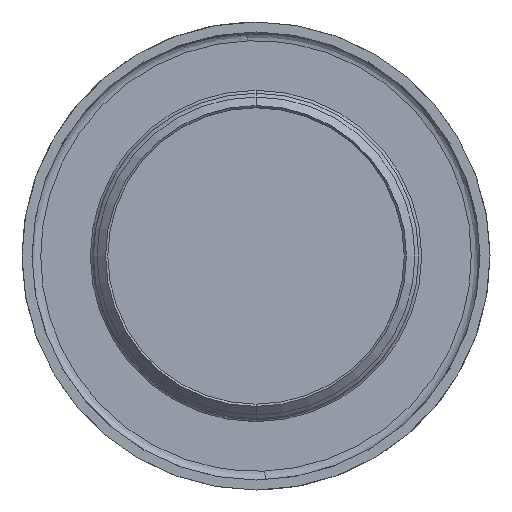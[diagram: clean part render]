
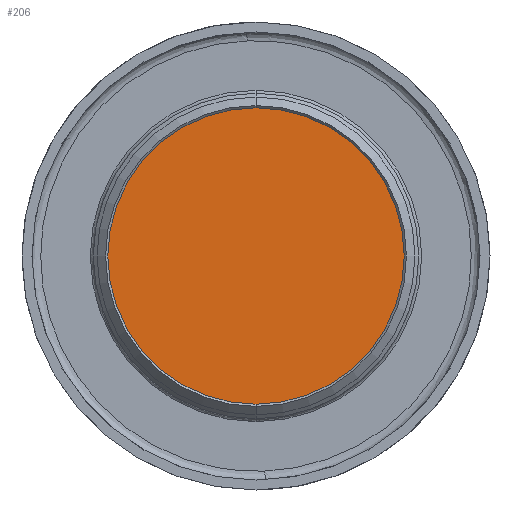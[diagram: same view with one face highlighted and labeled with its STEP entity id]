
A CAD part, front view. The second image highlights one B-rep face of the part: STEP entity #206.
In plain terms, the highlighted planar face has unit normal (0, -1, 0).
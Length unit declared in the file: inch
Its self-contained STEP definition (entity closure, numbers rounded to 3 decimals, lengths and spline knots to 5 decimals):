
#206 = ADVANCED_FACE ( 'NONE', ( #937 ), #1350, .T. ) ;
#241 = VERTEX_POINT ( 'NONE', #1227 ) ;
#318 = DIRECTION ( 'NONE',  ( 0., 0., 1. ) ) ;
#319 = DIRECTION ( 'NONE',  ( 0., -1., 0. ) ) ;
#320 = CARTESIAN_POINT ( 'NONE',  ( 0., 0.44488, 0. ) ) ;
#538 = ORIENTED_EDGE ( 'NONE', *, *, #1613, .T. ) ;
#582 = ORIENTED_EDGE ( 'NONE', *, *, #1656, .T. ) ;
#744 = AXIS2_PLACEMENT_3D ( 'NONE', #1352, #1347, #1346 ) ;
#780 = AXIS2_PLACEMENT_3D ( 'NONE', #1435, #1434, #1433 ) ;
#806 = AXIS2_PLACEMENT_3D ( 'NONE', #320, #319, #318 ) ;
#877 = CIRCLE ( 'NONE', #780, 0.48876 ) ;
#937 = FACE_OUTER_BOUND ( 'NONE', #1690, .T. ) ;
#986 = CIRCLE ( 'NONE', #806, 0.48876 ) ;
#1099 = CARTESIAN_POINT ( 'NONE',  ( 0., 0.44488, -0.48876 ) ) ;
#1227 = CARTESIAN_POINT ( 'NONE',  ( 0., 0.44488, 0.48876 ) ) ;
#1346 = DIRECTION ( 'NONE',  ( 0., 0., -1. ) ) ;
#1347 = DIRECTION ( 'NONE',  ( 0., -1., 0. ) ) ;
#1350 = PLANE ( 'NONE',  #744 ) ;
#1352 = CARTESIAN_POINT ( 'NONE',  ( 0., 0.44488, 0. ) ) ;
#1433 = DIRECTION ( 'NONE',  ( 0., 0., 1. ) ) ;
#1434 = DIRECTION ( 'NONE',  ( 0., -1., 0. ) ) ;
#1435 = CARTESIAN_POINT ( 'NONE',  ( 0., 0.44488, 0. ) ) ;
#1613 = EDGE_CURVE ( 'NONE', #241, #1713, #986, .T. ) ;
#1656 = EDGE_CURVE ( 'NONE', #1713, #241, #877, .T. ) ;
#1690 = EDGE_LOOP ( 'NONE', ( #538, #582 ) ) ;
#1713 = VERTEX_POINT ( 'NONE', #1099 ) ;
